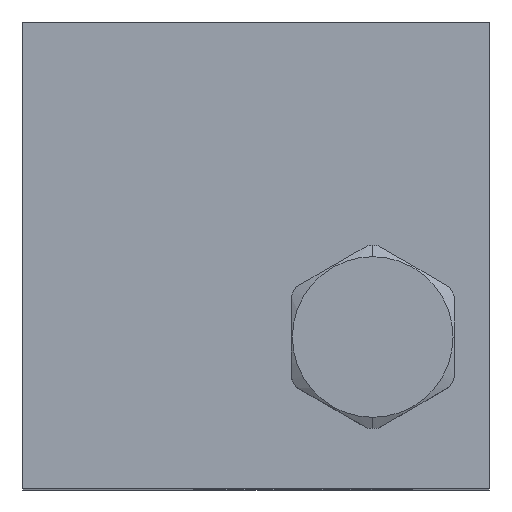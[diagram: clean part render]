
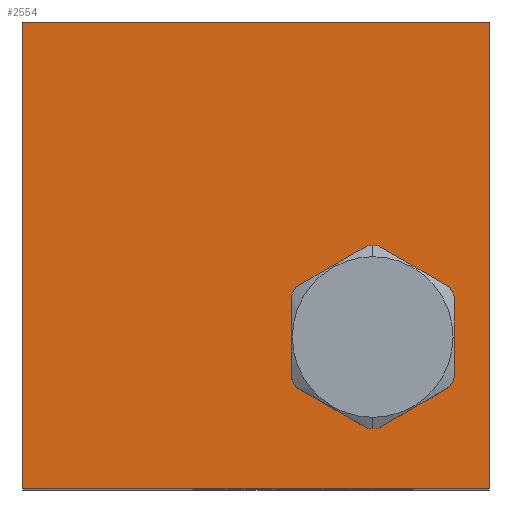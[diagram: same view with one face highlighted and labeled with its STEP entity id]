
A CAD part, top view. The second image highlights one B-rep face of the part: STEP entity #2554.
In plain terms, the highlighted planar face has unit normal (0, 0, 1).
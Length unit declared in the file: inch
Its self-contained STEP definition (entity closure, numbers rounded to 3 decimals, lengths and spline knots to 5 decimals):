
#113=DIRECTION('',(0.,-1.,0.));
#114=VECTOR('',#113,2.5);
#115=CARTESIAN_POINT('',(0.,0.,3.375));
#116=LINE('',#115,#114);
#117=DIRECTION('',(-1.,0.,0.));
#118=VECTOR('',#117,2.5);
#119=CARTESIAN_POINT('',(2.5,0.,3.375));
#120=LINE('',#119,#118);
#121=DIRECTION('',(0.,1.,0.));
#122=VECTOR('',#121,2.5);
#123=CARTESIAN_POINT('',(2.5,-2.5,3.375));
#124=LINE('',#123,#122);
#125=DIRECTION('',(1.,0.,0.));
#126=VECTOR('',#125,2.5);
#127=CARTESIAN_POINT('',(0.,-2.5,3.375));
#128=LINE('',#127,#126);
#129=CARTESIAN_POINT('',(1.875,-1.688,3.375));
#130=DIRECTION('',(0.,0.,-1.));
#131=DIRECTION('',(-1.,0.,0.));
#132=AXIS2_PLACEMENT_3D('',#129,#130,#131);
#134=CARTESIAN_POINT('',(1.875,-1.688,3.375));
#135=DIRECTION('',(0.,0.,-1.));
#136=DIRECTION('',(1.,0.,0.));
#137=AXIS2_PLACEMENT_3D('',#134,#135,#136);
#2088=CARTESIAN_POINT('',(0.,0.,3.375));
#2089=CARTESIAN_POINT('',(0.,-2.5,3.375));
#2090=VERTEX_POINT('',#2088);
#2091=VERTEX_POINT('',#2089);
#2092=CARTESIAN_POINT('',(2.5,-2.5,3.375));
#2093=VERTEX_POINT('',#2092);
#2094=CARTESIAN_POINT('',(2.5,0.,3.375));
#2095=VERTEX_POINT('',#2094);
#2132=CARTESIAN_POINT('',(2.3055,-1.688,3.375));
#2133=VERTEX_POINT('',#2132);
#2138=CARTESIAN_POINT('',(1.4445,-1.688,3.375));
#2139=VERTEX_POINT('',#2138);
#2537=CARTESIAN_POINT('',(0.,0.,3.375));
#2538=DIRECTION('',(0.,0.,1.));
#2539=DIRECTION('',(1.,0.,0.));
#2540=AXIS2_PLACEMENT_3D('',#2537,#2538,#2539);
#2541=PLANE('',#2540);
#2542=ORIENTED_EDGE('',*,*,#2447,.F.);
#2543=ORIENTED_EDGE('',*,*,#2474,.F.);
#2544=ORIENTED_EDGE('',*,*,#2500,.F.);
#2545=ORIENTED_EDGE('',*,*,#2525,.F.);
#2546=EDGE_LOOP('',(#2542,#2543,#2544,#2545));
#2547=FACE_OUTER_BOUND('',#2546,.F.);
#2549=ORIENTED_EDGE('',*,*,#2548,.F.);
#2551=ORIENTED_EDGE('',*,*,#2550,.F.);
#2552=EDGE_LOOP('',(#2549,#2551));
#2553=FACE_BOUND('',#2552,.F.);
#2554=ADVANCED_FACE('',(#2547,#2553),#2541,.T.);
#133=CIRCLE('',#132,0.4305);
#138=CIRCLE('',#137,0.4305);
#2447=EDGE_CURVE('',#2090,#2091,#116,.T.);
#2474=EDGE_CURVE('',#2095,#2090,#120,.T.);
#2500=EDGE_CURVE('',#2093,#2095,#124,.T.);
#2525=EDGE_CURVE('',#2091,#2093,#128,.T.);
#2548=EDGE_CURVE('',#2139,#2133,#133,.T.);
#2550=EDGE_CURVE('',#2133,#2139,#138,.T.);
